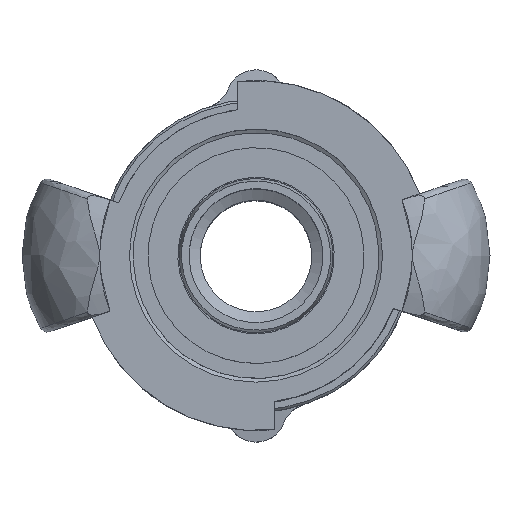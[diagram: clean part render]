
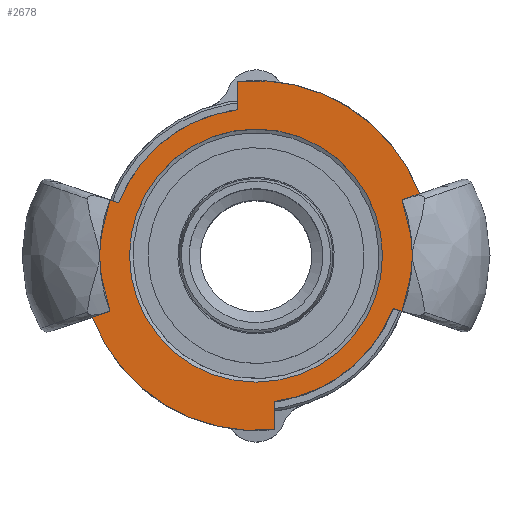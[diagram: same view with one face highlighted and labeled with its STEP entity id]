
A CAD part, top view. The second image highlights one B-rep face of the part: STEP entity #2678.
In plain terms, the highlighted planar face has unit normal (0, 0, 1).
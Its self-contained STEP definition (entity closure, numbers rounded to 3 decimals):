
#210=LINE('',#4860,#330);
#211=LINE('',#4864,#331);
#212=LINE('',#4867,#332);
#213=LINE('',#4869,#333);
#214=LINE('',#4873,#334);
#215=LINE('',#4876,#335);
#330=VECTOR('',#3415,10.);
#331=VECTOR('',#3418,10.);
#332=VECTOR('',#3421,10.);
#333=VECTOR('',#3422,10.);
#334=VECTOR('',#3425,10.);
#335=VECTOR('',#3428,10.);
#435=FACE_BOUND('',#653,.T.);
#502=FACE_OUTER_BOUND('',#652,.T.);
#652=EDGE_LOOP('',(#1950,#1951,#1952,#1953,#1954,#1955,#1956,#1957,#1958,
#1959,#1960,#1961));
#653=EDGE_LOOP('',(#1962,#1963));
#819=CIRCLE('',#2887,17.);
#820=CIRCLE('',#2888,17.);
#831=CIRCLE('',#2903,19.75);
#834=CIRCLE('',#2907,19.75);
#837=CIRCLE('',#2912,25.5);
#838=CIRCLE('',#2913,23.497);
#839=CIRCLE('',#2914,25.5);
#840=CIRCLE('',#2915,23.5);
#1053=VERTEX_POINT('',#4401);
#1054=VERTEX_POINT('',#4402);
#1079=VERTEX_POINT('',#4744);
#1080=VERTEX_POINT('',#4746);
#1086=VERTEX_POINT('',#4794);
#1087=VERTEX_POINT('',#4796);
#1094=VERTEX_POINT('',#4859);
#1095=VERTEX_POINT('',#4861);
#1096=VERTEX_POINT('',#4863);
#1097=VERTEX_POINT('',#4865);
#1098=VERTEX_POINT('',#4868);
#1099=VERTEX_POINT('',#4870);
#1100=VERTEX_POINT('',#4872);
#1101=VERTEX_POINT('',#4874);
#1368=EDGE_CURVE('',#1053,#1054,#819,.T.);
#1369=EDGE_CURVE('',#1054,#1053,#820,.T.);
#1401=EDGE_CURVE('',#1079,#1080,#831,.T.);
#1409=EDGE_CURVE('',#1086,#1087,#834,.T.);
#1417=EDGE_CURVE('',#1094,#1086,#210,.T.);
#1418=EDGE_CURVE('',#1095,#1094,#837,.T.);
#1419=EDGE_CURVE('',#1096,#1095,#211,.T.);
#1420=EDGE_CURVE('',#1096,#1097,#838,.T.);
#1421=EDGE_CURVE('',#1097,#1080,#212,.T.);
#1422=EDGE_CURVE('',#1098,#1079,#213,.T.);
#1423=EDGE_CURVE('',#1099,#1098,#839,.T.);
#1424=EDGE_CURVE('',#1100,#1099,#214,.T.);
#1425=EDGE_CURVE('',#1100,#1101,#840,.T.);
#1426=EDGE_CURVE('',#1101,#1087,#215,.T.);
#1950=ORIENTED_EDGE('',*,*,#1417,.F.);
#1951=ORIENTED_EDGE('',*,*,#1418,.F.);
#1952=ORIENTED_EDGE('',*,*,#1419,.F.);
#1953=ORIENTED_EDGE('',*,*,#1420,.T.);
#1954=ORIENTED_EDGE('',*,*,#1421,.T.);
#1955=ORIENTED_EDGE('',*,*,#1401,.F.);
#1956=ORIENTED_EDGE('',*,*,#1422,.F.);
#1957=ORIENTED_EDGE('',*,*,#1423,.F.);
#1958=ORIENTED_EDGE('',*,*,#1424,.F.);
#1959=ORIENTED_EDGE('',*,*,#1425,.T.);
#1960=ORIENTED_EDGE('',*,*,#1426,.T.);
#1961=ORIENTED_EDGE('',*,*,#1409,.F.);
#1962=ORIENTED_EDGE('',*,*,#1368,.T.);
#1963=ORIENTED_EDGE('',*,*,#1369,.T.);
#2449=PLANE('',#2911);
#2678=ADVANCED_FACE('',(#502,#435),#2449,.F.);
#2887=AXIS2_PLACEMENT_3D('',#4403,#3356,#3357);
#2888=AXIS2_PLACEMENT_3D('',#4404,#3358,#3359);
#2903=AXIS2_PLACEMENT_3D('',#4747,#3392,#3393);
#2907=AXIS2_PLACEMENT_3D('',#4797,#3403,#3404);
#2911=AXIS2_PLACEMENT_3D('',#4858,#3413,#3414);
#2912=AXIS2_PLACEMENT_3D('',#4862,#3416,#3417);
#2913=AXIS2_PLACEMENT_3D('',#4866,#3419,#3420);
#2914=AXIS2_PLACEMENT_3D('',#4871,#3423,#3424);
#2915=AXIS2_PLACEMENT_3D('',#4875,#3426,#3427);
#3356=DIRECTION('center_axis',(0.,0.,
-1.));
#3357=DIRECTION('ref_axis',(-1.,0.,0.));
#3358=DIRECTION('center_axis',(0.,0.,
-1.));
#3359=DIRECTION('ref_axis',(-1.,0.,0.));
#3392=DIRECTION('center_axis',(0.,0.,
-1.));
#3393=DIRECTION('ref_axis',(1.,0.,0.));
#3403=DIRECTION('center_axis',(0.,0.,
-1.));
#3404=DIRECTION('ref_axis',(1.,0.,0.));
#3413=DIRECTION('center_axis',(0.,0.,
-1.));
#3414=DIRECTION('ref_axis',(1.,0.,0.));
#3415=DIRECTION('',(0.948,-0.319,0.));
#3416=DIRECTION('center_axis',(0.,0.,
-1.));
#3417=DIRECTION('ref_axis',(0.,1.,0.));
#3418=DIRECTION('',(-0.948,-0.319,0.));
#3419=DIRECTION('center_axis',(0.,0.,
1.));
#3420=DIRECTION('ref_axis',(-0.936,-0.353,0.));
#3421=DIRECTION('',(0.,1.,0.));
#3422=DIRECTION('',(-0.948,0.319,0.));
#3423=DIRECTION('center_axis',(0.,0.,
-1.));
#3424=DIRECTION('ref_axis',(0.,1.,0.));
#3425=DIRECTION('',(0.948,0.319,0.));
#3426=DIRECTION('center_axis',(0.,0.,
1.));
#3427=DIRECTION('ref_axis',(0.936,0.353,0.));
#3428=DIRECTION('',(0.,-1.,0.));
#4401=CARTESIAN_POINT('',(-17.,0.,1.162));
#4402=CARTESIAN_POINT('',(17.,0.,1.162));
#4403=CARTESIAN_POINT('Origin',(0.,0.,
1.162));
#4404=CARTESIAN_POINT('Origin',(0.,0.,
1.162));
#4744=CARTESIAN_POINT('',(18.429,-7.101,1.162));
#4746=CARTESIAN_POINT('',(2.5,-19.591,1.162));
#4747=CARTESIAN_POINT('Origin',(0.,0.,
1.162));
#4794=CARTESIAN_POINT('',(-18.429,7.101,1.162));
#4796=CARTESIAN_POINT('',(-2.5,19.591,1.162));
#4797=CARTESIAN_POINT('Origin',(0.,0.,
1.162));
#4858=CARTESIAN_POINT('Origin',(0.,12.75,1.162));
#4859=CARTESIAN_POINT('',(-23.883,8.937,1.162));
#4860=CARTESIAN_POINT('',(-16.054,6.301,1.162));
#4861=CARTESIAN_POINT('',(-23.883,-8.937,1.162));
#4862=CARTESIAN_POINT('Origin',(0.,0.,
1.162));
#4863=CARTESIAN_POINT('',(-21.984,-8.298,1.162));
#4864=CARTESIAN_POINT('',(-7.151,-3.302,1.162));
#4865=CARTESIAN_POINT('',(2.5,-23.364,1.162));
#4866=CARTESIAN_POINT('Origin',(0.,0.,
1.162));
#4867=CARTESIAN_POINT('',(2.5,0.,1.162));
#4868=CARTESIAN_POINT('',(23.883,-8.937,1.162));
#4869=CARTESIAN_POINT('',(12.197,-5.002,1.162));
#4870=CARTESIAN_POINT('',(23.883,8.937,1.162));
#4871=CARTESIAN_POINT('Origin',(0.,0.,
1.162));
#4872=CARTESIAN_POINT('',(21.986,8.299,1.162));
#4873=CARTESIAN_POINT('',(11.008,4.601,1.162));
#4874=CARTESIAN_POINT('',(-2.5,23.367,1.162));
#4875=CARTESIAN_POINT('Origin',(0.,0.,
1.162));
#4876=CARTESIAN_POINT('',(-2.5,0.,1.162));
